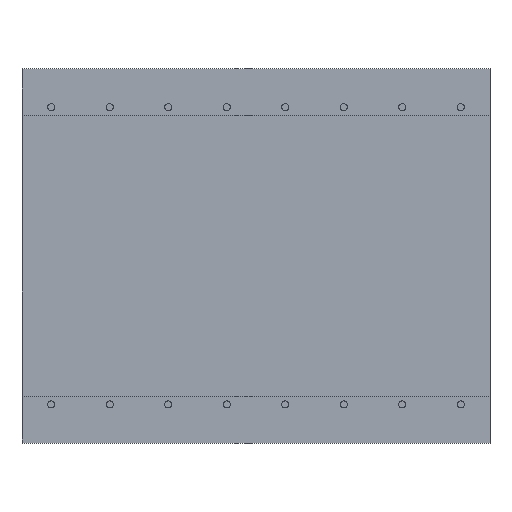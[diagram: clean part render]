
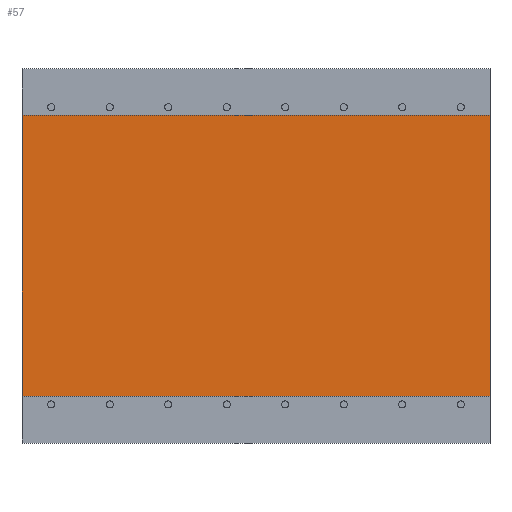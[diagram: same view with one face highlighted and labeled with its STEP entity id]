
A CAD part, top view. The second image highlights one B-rep face of the part: STEP entity #57.
In plain terms, the highlighted planar face has unit normal (0, 0, 1).
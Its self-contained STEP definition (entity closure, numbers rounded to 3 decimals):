
#57=ADVANCED_FACE('',(#2157),#2159,.F.);
#2157=FACE_BOUND('',#2158,.T.);
#2158=EDGE_LOOP('',(#4089,#4090,#4091,#4092));
#2159=PLANE('',#2160);
#2160=AXIS2_PLACEMENT_3D('',#2161,#2162,#2163);
#2161=CARTESIAN_POINT('',(11.,6.,6.));
#2162=DIRECTION('',(-0.,-0.,-1.));
#2163=DIRECTION('',(0.,-1.,0.));
#4089=ORIENTED_EDGE('',*,*,#5512,.F.);
#4090=ORIENTED_EDGE('',*,*,#5517,.T.);
#4091=ORIENTED_EDGE('',*,*,#5510,.F.);
#4092=ORIENTED_EDGE('',*,*,#5518,.F.);
#5510=EDGE_CURVE('',#6252,#6245,#6254,.F.);
#5512=EDGE_CURVE('',#6255,#6257,#6258,.F.);
#5517=EDGE_CURVE('',#6255,#6245,#6265,.T.);
#5518=EDGE_CURVE('',#6257,#6252,#6266,.T.);
#6245=VERTEX_POINT('',#7513);
#6252=VERTEX_POINT('',#7528);
#6254=LINE('',#7532,#7533);
#6255=VERTEX_POINT('',#7535);
#6257=VERTEX_POINT('',#7539);
#6258=LINE('',#7540,#7541);
#6265=LINE('',#7557,#7558);
#6266=LINE('',#7560,#7561);
#7513=CARTESIAN_POINT('',(-10.,6.,6.));
#7528=CARTESIAN_POINT('',(-10.,-6.,6.));
#7532=CARTESIAN_POINT('',(-10.,6.,6.));
#7533=VECTOR('',#7534,1.);
#7534=DIRECTION('',(0.,-1.,0.));
#7535=CARTESIAN_POINT('',(10.,6.,6.));
#7539=CARTESIAN_POINT('',(10.,-6.,6.));
#7540=CARTESIAN_POINT('',(10.,-6.,6.));
#7541=VECTOR('',#7542,1.);
#7542=DIRECTION('',(0.,1.,0.));
#7557=CARTESIAN_POINT('',(10.,6.,6.));
#7558=VECTOR('',#7559,1.);
#7559=DIRECTION('',(-1.,0.,0.));
#7560=CARTESIAN_POINT('',(10.,-6.,6.));
#7561=VECTOR('',#7562,1.);
#7562=DIRECTION('',(-1.,0.,0.));
